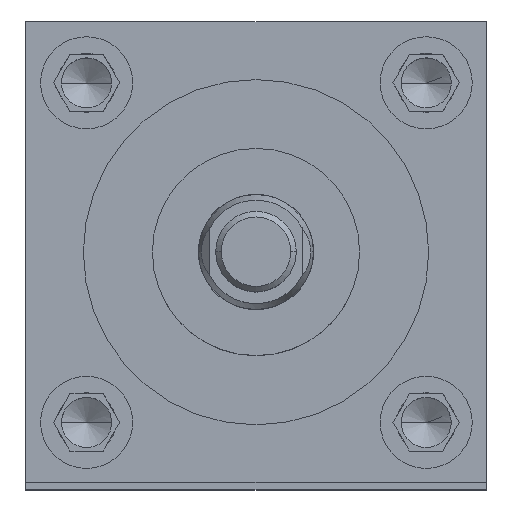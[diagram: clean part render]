
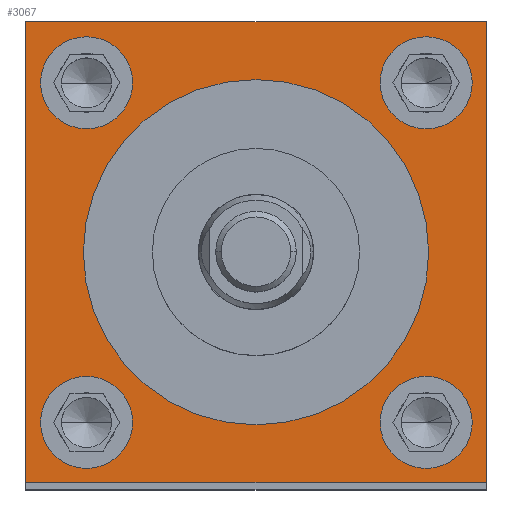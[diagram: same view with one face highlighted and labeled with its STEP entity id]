
A CAD part, top view. The second image highlights one B-rep face of the part: STEP entity #3067.
In plain terms, the highlighted planar face has unit normal (0, 0, 1).
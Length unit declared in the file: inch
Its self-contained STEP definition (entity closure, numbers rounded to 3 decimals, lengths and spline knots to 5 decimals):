
#7 = ORIENTED_EDGE ( 'NONE', *, *, #4652, .F. ) ;
#13 = FACE_BOUND ( 'NONE', #268, .T. ) ;
#102 = CARTESIAN_POINT ( 'NONE',  ( -1.25, -1.25, 23.625 ) ) ;
#134 = EDGE_CURVE ( 'NONE', #3895, #5264, #2949, .T. ) ;
#139 = PLANE ( 'NONE',  #443 ) ;
#206 = EDGE_CURVE ( 'NONE', #2111, #5420, #5517, .T. ) ;
#236 = DIRECTION ( 'NONE',  ( 1., 0., 0. ) ) ;
#266 = CARTESIAN_POINT ( 'NONE',  ( 1.25, -1.25, 23.625 ) ) ;
#268 = EDGE_LOOP ( 'NONE', ( #3651, #5584 ) ) ;
#297 = CARTESIAN_POINT ( 'NONE',  ( -1.25, 1.25, 23.625 ) ) ;
#332 = CARTESIAN_POINT ( 'NONE',  ( -0.92, -0.924, 23.625 ) ) ;
#389 = CARTESIAN_POINT ( 'NONE',  ( 0.9375, 0., 23.625 ) ) ;
#443 = AXIS2_PLACEMENT_3D ( 'NONE', #1475, #2028, #5281 ) ;
#447 = DIRECTION ( 'NONE',  ( 1., 0., 0. ) ) ;
#464 = CARTESIAN_POINT ( 'NONE',  ( -0.67, 0.92, 23.625 ) ) ;
#479 = CARTESIAN_POINT ( 'NONE',  ( -1.25, -1.25, 23.625 ) ) ;
#639 = AXIS2_PLACEMENT_3D ( 'NONE', #665, #2579, #4567 ) ;
#641 = CARTESIAN_POINT ( 'NONE',  ( -0.92, 0.92, 23.625 ) ) ;
#665 = CARTESIAN_POINT ( 'NONE',  ( 0.924, 0.92, 23.625 ) ) ;
#812 = DIRECTION ( 'NONE',  ( -1., 0., 0. ) ) ;
#912 = ORIENTED_EDGE ( 'NONE', *, *, #1668, .F. ) ;
#980 = ORIENTED_EDGE ( 'NONE', *, *, #1410, .T. ) ;
#1002 = CARTESIAN_POINT ( 'NONE',  ( 0.674, 0.92, 23.625 ) ) ;
#1029 = AXIS2_PLACEMENT_3D ( 'NONE', #3989, #1657, #5858 ) ;
#1053 = EDGE_CURVE ( 'NONE', #5420, #1086, #1935, .T. ) ;
#1067 = LINE ( 'NONE', #102, #4112 ) ;
#1086 = VERTEX_POINT ( 'NONE', #479 ) ;
#1096 = AXIS2_PLACEMENT_3D ( 'NONE', #1517, #2973, #4367 ) ;
#1134 = CIRCLE ( 'NONE', #6101, 0.25 ) ;
#1136 = EDGE_CURVE ( 'NONE', #4393, #5288, #4492, .T. ) ;
#1184 = ORIENTED_EDGE ( 'NONE', *, *, #4169, .F. ) ;
#1260 = CARTESIAN_POINT ( 'NONE',  ( -0.9375, 0., 23.625 ) ) ;
#1275 = EDGE_CURVE ( 'NONE', #5288, #4393, #2517, .T. ) ;
#1288 = CARTESIAN_POINT ( 'NONE',  ( 0.924, -0.924, 23.625 ) ) ;
#1300 = AXIS2_PLACEMENT_3D ( 'NONE', #1577, #3497, #3997 ) ;
#1355 = EDGE_LOOP ( 'NONE', ( #1184, #7 ) ) ;
#1361 = CARTESIAN_POINT ( 'NONE',  ( -1.25, -1.25, 23.625 ) ) ;
#1410 = EDGE_CURVE ( 'NONE', #1086, #5446, #1067, .T. ) ;
#1446 = VERTEX_POINT ( 'NONE', #389 ) ;
#1465 = ORIENTED_EDGE ( 'NONE', *, *, #5437, .F. ) ;
#1475 = CARTESIAN_POINT ( 'NONE',  ( -1.25, 1.25, 23.625 ) ) ;
#1517 = CARTESIAN_POINT ( 'NONE',  ( -0.92, 0.92, 23.625 ) ) ;
#1577 = CARTESIAN_POINT ( 'NONE',  ( 0., 0., 23.625 ) ) ;
#1644 = CARTESIAN_POINT ( 'NONE',  ( -1.17, -0.924, 23.625 ) ) ;
#1657 = DIRECTION ( 'NONE',  ( 0., 0., 1. ) ) ;
#1668 = EDGE_CURVE ( 'NONE', #1899, #3219, #5337, .T. ) ;
#1687 = VERTEX_POINT ( 'NONE', #1260 ) ;
#1821 = CIRCLE ( 'NONE', #1300, 0.9375 ) ;
#1823 = AXIS2_PLACEMENT_3D ( 'NONE', #3897, #3460, #5341 ) ;
#1899 = VERTEX_POINT ( 'NONE', #2535 ) ;
#1935 = LINE ( 'NONE', #1361, #4205 ) ;
#1958 = ORIENTED_EDGE ( 'NONE', *, *, #206, .T. ) ;
#1968 = EDGE_LOOP ( 'NONE', ( #4048, #980, #5884, #1958 ) ) ;
#1984 = EDGE_CURVE ( 'NONE', #1687, #1446, #1821, .T. ) ;
#2028 = DIRECTION ( 'NONE',  ( 0., 0., -1. ) ) ;
#2111 = VERTEX_POINT ( 'NONE', #4119 ) ;
#2245 = ORIENTED_EDGE ( 'NONE', *, *, #2981, .F. ) ;
#2262 = DIRECTION ( 'NONE',  ( 1., 0., 0. ) ) ;
#2517 = CIRCLE ( 'NONE', #4398, 0.25 ) ;
#2535 = CARTESIAN_POINT ( 'NONE',  ( 1.174, -0.924, 23.625 ) ) ;
#2543 = VECTOR ( 'NONE', #2955, 39.37008 ) ;
#2544 = CARTESIAN_POINT ( 'NONE',  ( -1.17, 0.92, 23.625 ) ) ;
#2577 = AXIS2_PLACEMENT_3D ( 'NONE', #1288, #5133, #447 ) ;
#2579 = DIRECTION ( 'NONE',  ( 0., 0., 1. ) ) ;
#2819 = CARTESIAN_POINT ( 'NONE',  ( 1.174, 0.92, 23.625 ) ) ;
#2830 = AXIS2_PLACEMENT_3D ( 'NONE', #3205, #3143, #2262 ) ;
#2843 = EDGE_LOOP ( 'NONE', ( #3420, #5521 ) ) ;
#2871 = DIRECTION ( 'NONE',  ( 0., -1., 0. ) ) ;
#2949 = CIRCLE ( 'NONE', #1029, 0.25 ) ;
#2955 = DIRECTION ( 'NONE',  ( 0., 1., 0. ) ) ;
#2972 = DIRECTION ( 'NONE',  ( 0., 0., 1. ) ) ;
#2973 = DIRECTION ( 'NONE',  ( 0., 0., 1. ) ) ;
#2981 = EDGE_CURVE ( 'NONE', #3219, #1899, #1134, .T. ) ;
#3067 = ADVANCED_FACE ( 'NONE', ( #3438, #3402, #5319, #13, #4395, #4792 ), #139, .F. ) ;
#3143 = DIRECTION ( 'NONE',  ( 0., 0., 1. ) ) ;
#3205 = CARTESIAN_POINT ( 'NONE',  ( 0., 0., 23.625 ) ) ;
#3219 = VERTEX_POINT ( 'NONE', #3410 ) ;
#3385 = CARTESIAN_POINT ( 'NONE',  ( 1.25, -1.25, 23.625 ) ) ;
#3402 = FACE_BOUND ( 'NONE', #1355, .T. ) ;
#3410 = CARTESIAN_POINT ( 'NONE',  ( 0.674, -0.924, 23.625 ) ) ;
#3420 = ORIENTED_EDGE ( 'NONE', *, *, #4685, .F. ) ;
#3438 = FACE_BOUND ( 'NONE', #4755, .T. ) ;
#3460 = DIRECTION ( 'NONE',  ( 0., 0., 1. ) ) ;
#3497 = DIRECTION ( 'NONE',  ( 0., 0., 1. ) ) ;
#3534 = CARTESIAN_POINT ( 'NONE',  ( -0.67, -0.924, 23.625 ) ) ;
#3647 = EDGE_LOOP ( 'NONE', ( #1465, #5531 ) ) ;
#3651 = ORIENTED_EDGE ( 'NONE', *, *, #1136, .F. ) ;
#3847 = DIRECTION ( 'NONE',  ( 1., 0., 0. ) ) ;
#3895 = VERTEX_POINT ( 'NONE', #1644 ) ;
#3897 = CARTESIAN_POINT ( 'NONE',  ( 0.924, 0.92, 23.625 ) ) ;
#3937 = AXIS2_PLACEMENT_3D ( 'NONE', #332, #5451, #236 ) ;
#3989 = CARTESIAN_POINT ( 'NONE',  ( -0.92, -0.924, 23.625 ) ) ;
#3997 = DIRECTION ( 'NONE',  ( 1., 0., 0. ) ) ;
#4048 = ORIENTED_EDGE ( 'NONE', *, *, #1053, .T. ) ;
#4076 = CARTESIAN_POINT ( 'NONE',  ( -1.25, 1.25, 23.625 ) ) ;
#4112 = VECTOR ( 'NONE', #4388, 39.37008 ) ;
#4119 = CARTESIAN_POINT ( 'NONE',  ( 1.25, 1.25, 23.625 ) ) ;
#4169 = EDGE_CURVE ( 'NONE', #4776, #6034, #5489, .T. ) ;
#4205 = VECTOR ( 'NONE', #2871, 39.37008 ) ;
#4367 = DIRECTION ( 'NONE',  ( 1., 0., 0. ) ) ;
#4388 = DIRECTION ( 'NONE',  ( 1., 0., 0. ) ) ;
#4393 = VERTEX_POINT ( 'NONE', #464 ) ;
#4395 = FACE_BOUND ( 'NONE', #3647, .T. ) ;
#4398 = AXIS2_PLACEMENT_3D ( 'NONE', #641, #5335, #4845 ) ;
#4489 = EDGE_CURVE ( 'NONE', #5446, #2111, #4806, .T. ) ;
#4492 = CIRCLE ( 'NONE', #1096, 0.25 ) ;
#4567 = DIRECTION ( 'NONE',  ( 1., 0., 0. ) ) ;
#4631 = VECTOR ( 'NONE', #812, 39.37008 ) ;
#4652 = EDGE_CURVE ( 'NONE', #6034, #4776, #5496, .T. ) ;
#4685 = EDGE_CURVE ( 'NONE', #5264, #3895, #6089, .T. ) ;
#4755 = EDGE_LOOP ( 'NONE', ( #912, #2245 ) ) ;
#4776 = VERTEX_POINT ( 'NONE', #2819 ) ;
#4792 = FACE_OUTER_BOUND ( 'NONE', #1968, .T. ) ;
#4806 = LINE ( 'NONE', #3385, #2543 ) ;
#4845 = DIRECTION ( 'NONE',  ( 1., 0., 0. ) ) ;
#5133 = DIRECTION ( 'NONE',  ( 0., 0., 1. ) ) ;
#5264 = VERTEX_POINT ( 'NONE', #3534 ) ;
#5281 = DIRECTION ( 'NONE',  ( -1., 0., 0. ) ) ;
#5288 = VERTEX_POINT ( 'NONE', #2544 ) ;
#5319 = FACE_BOUND ( 'NONE', #2843, .T. ) ;
#5335 = DIRECTION ( 'NONE',  ( 0., 0., 1. ) ) ;
#5337 = CIRCLE ( 'NONE', #2577, 0.25 ) ;
#5341 = DIRECTION ( 'NONE',  ( 1., 0., 0. ) ) ;
#5420 = VERTEX_POINT ( 'NONE', #297 ) ;
#5437 = EDGE_CURVE ( 'NONE', #1446, #1687, #5492, .T. ) ;
#5446 = VERTEX_POINT ( 'NONE', #266 ) ;
#5451 = DIRECTION ( 'NONE',  ( 0., 0., 1. ) ) ;
#5489 = CIRCLE ( 'NONE', #1823, 0.25 ) ;
#5492 = CIRCLE ( 'NONE', #2830, 0.9375 ) ;
#5496 = CIRCLE ( 'NONE', #639, 0.25 ) ;
#5517 = LINE ( 'NONE', #4076, #4631 ) ;
#5521 = ORIENTED_EDGE ( 'NONE', *, *, #134, .F. ) ;
#5531 = ORIENTED_EDGE ( 'NONE', *, *, #1984, .F. ) ;
#5584 = ORIENTED_EDGE ( 'NONE', *, *, #1275, .F. ) ;
#5858 = DIRECTION ( 'NONE',  ( 1., 0., 0. ) ) ;
#5884 = ORIENTED_EDGE ( 'NONE', *, *, #4489, .T. ) ;
#6002 = CARTESIAN_POINT ( 'NONE',  ( 0.924, -0.924, 23.625 ) ) ;
#6034 = VERTEX_POINT ( 'NONE', #1002 ) ;
#6089 = CIRCLE ( 'NONE', #3937, 0.25 ) ;
#6101 = AXIS2_PLACEMENT_3D ( 'NONE', #6002, #2972, #3847 ) ;
